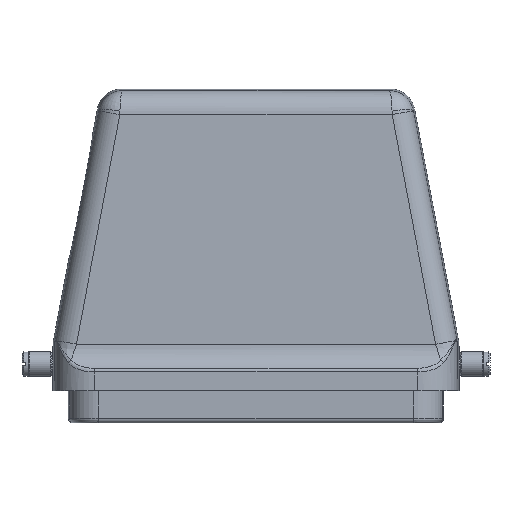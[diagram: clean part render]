
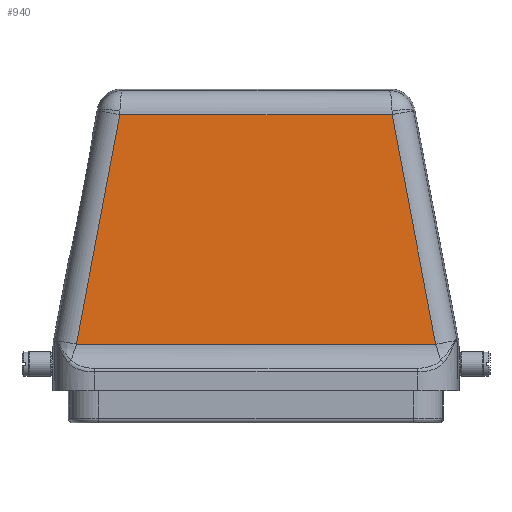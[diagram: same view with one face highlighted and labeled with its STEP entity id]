
A CAD part, left-side view. The second image highlights one B-rep face of the part: STEP entity #940.
In plain terms, the highlighted planar face has unit normal (-1, 0, 0.028).
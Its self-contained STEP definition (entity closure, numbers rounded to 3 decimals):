
#654=B_SPLINE_CURVE_WITH_KNOTS('',3,(#13116,#13117,#13118,#13119),
 .UNSPECIFIED.,.F.,.F.,(4,4),(0.,1.),.UNSPECIFIED.);
#940=ADVANCED_FACE('',(#1372),#1103,.F.);
#1103=PLANE('',#5846);
#1372=FACE_OUTER_BOUND('',#1693,.T.);
#1693=EDGE_LOOP('',(#3771,#3772,#3773,#3774));
#1932=LINE('',#7645,#2272);
#1933=LINE('',#7806,#2273);
#2105=LINE('',#13092,#2445);
#2272=VECTOR('',#6303,1.);
#2273=VECTOR('',#6310,1.);
#2445=VECTOR('',#6938,1.);
#3771=ORIENTED_EDGE('',*,*,#4796,.F.);
#3772=ORIENTED_EDGE('',*,*,#4806,.T.);
#3773=ORIENTED_EDGE('',*,*,#5284,.F.);
#3774=ORIENTED_EDGE('',*,*,#5281,.T.);
#4250=VERTEX_POINT('',#7646);
#4251=VERTEX_POINT('',#7647);
#4258=VERTEX_POINT('',#7805);
#4530=VERTEX_POINT('',#13093);
#4796=EDGE_CURVE('',#4250,#4251,#1932,.T.);
#4806=EDGE_CURVE('',#4250,#4258,#1933,.T.);
#5281=EDGE_CURVE('',#4530,#4251,#2105,.T.);
#5284=EDGE_CURVE('',#4530,#4258,#654,.T.);
#5846=AXIS2_PLACEMENT_3D('',#13141,#6945,#6946);
#6303=DIRECTION('',(0.,-1.,0.));
#6310=DIRECTION('',(-0.027,0.186,-0.982));
#6938=DIRECTION('',(0.027,0.186,0.982));
#6945=DIRECTION('',(1.,0.,-0.028));
#6946=DIRECTION('',(-0.028,0.,-1.));
#7645=CARTESIAN_POINT('',(-38.112,44.154,41.398));
#7646=CARTESIAN_POINT('',(-38.111,44.154,41.398));
#7647=CARTESIAN_POINT('',(-38.149,-44.148,41.397));
#7805=CARTESIAN_POINT('',(-40.159,58.26,-33.037));
#7806=CARTESIAN_POINT('',(-38.112,44.154,41.398));
#13092=CARTESIAN_POINT('',(-40.212,-58.259,-33.07));
#13093=CARTESIAN_POINT('',(-40.211,-58.259,-33.07));
#13116=CARTESIAN_POINT('',(-40.21,-58.259,-33.07));
#13117=CARTESIAN_POINT('',(-40.193,-19.419,-33.059));
#13118=CARTESIAN_POINT('',(-40.175,19.42,-33.048));
#13119=CARTESIAN_POINT('',(-40.158,58.26,-33.037));
#13141=CARTESIAN_POINT('',(-37.937,19.281,48.131));
